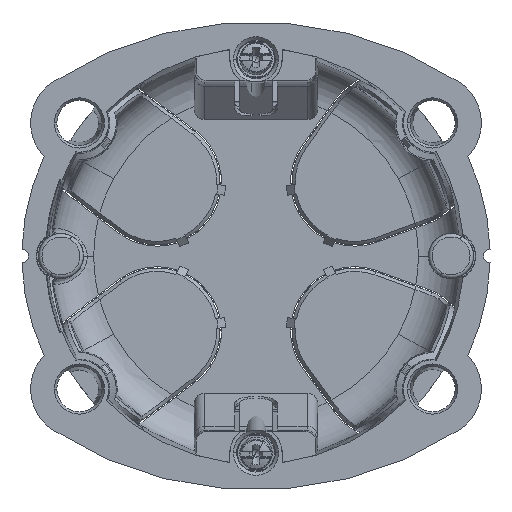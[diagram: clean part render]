
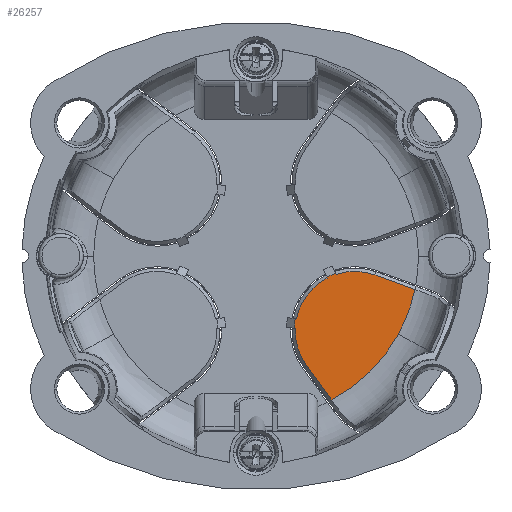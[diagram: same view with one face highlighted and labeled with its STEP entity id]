
A CAD part, top view. The second image highlights one B-rep face of the part: STEP entity #26257.
In plain terms, the highlighted planar face has unit normal (0, 0, 1).
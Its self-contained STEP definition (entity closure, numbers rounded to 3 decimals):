
#26189=AXIS2_PLACEMENT_3D('Circle Axis2P3D',#26187,#26188,$) ;
#26202=AXIS2_PLACEMENT_3D('Plane Axis2P3D',#26199,#26200,#26201) ;
#26213=AXIS2_PLACEMENT_3D('Circle Axis2P3D',#26211,#26212,$) ;
#26220=AXIS2_PLACEMENT_3D('Circle Axis2P3D',#26218,#26219,$) ;
#26234=AXIS2_PLACEMENT_3D('Circle Axis2P3D',#26232,#26233,$) ;
#26239=AXIS2_PLACEMENT_3D('Circle Axis2P3D',#26237,#26238,$) ;
#22106=CARTESIAN_POINT('Vertex',(6.043,-11.069,-36.8)) ;
#22109=CARTESIAN_POINT('Line Origine',(5.947,-11.057,-36.8)) ;
#22113=CARTESIAN_POINT('Vertex',(5.852,-11.046,-36.8)) ;
#22144=CARTESIAN_POINT('Vertex',(6.035,-9.557,-36.8)) ;
#22147=CARTESIAN_POINT('Line Origine',(5.939,-10.338,-36.8)) ;
#22171=CARTESIAN_POINT('Vertex',(6.226,-9.58,-36.8)) ;
#22191=CARTESIAN_POINT('Line Origine',(6.13,-9.568,-36.8)) ;
#22210=CARTESIAN_POINT('Line Origine',(10.887,-3.255,-36.8)) ;
#22214=CARTESIAN_POINT('Vertex',(10.925,-3.344,-36.8)) ;
#22216=CARTESIAN_POINT('Vertex',(10.85,-3.167,-36.8)) ;
#22263=CARTESIAN_POINT('Line Origine',(11.657,-2.824,-36.8)) ;
#22267=CARTESIAN_POINT('Vertex',(12.231,-2.581,-36.8)) ;
#22294=CARTESIAN_POINT('Line Origine',(12.268,-2.669,-36.8)) ;
#22298=CARTESIAN_POINT('Vertex',(12.306,-2.758,-36.8)) ;
#26184=CARTESIAN_POINT('Vertex',(7.781,-16.806,-36.8)) ;
#26187=CARTESIAN_POINT('Axis2P3D Location',(15.174,-11.434,-36.8)) ;
#26199=CARTESIAN_POINT('Axis2P3D Location',(-30.157,0.,-36.8)) ;
#26204=CARTESIAN_POINT('Line Origine',(9.697,-19.444,-36.8)) ;
#26208=CARTESIAN_POINT('Vertex',(11.614,-22.081,-36.8)) ;
#26211=CARTESIAN_POINT('Axis2P3D Location',(0.,0.,-36.8)) ;
#26215=CARTESIAN_POINT('Vertex',(21.895,-11.961,-36.8)) ;
#26218=CARTESIAN_POINT('Axis2P3D Location',(0.,0.,-36.8)) ;
#26222=CARTESIAN_POINT('Vertex',(24.427,-5.077,-36.8)) ;
#26225=CARTESIAN_POINT('Line Origine',(21.363,-3.962,-36.8)) ;
#26229=CARTESIAN_POINT('Vertex',(18.3,-2.847,-36.8)) ;
#26232=CARTESIAN_POINT('Axis2P3D Location',(15.174,-11.434,-36.8)) ;
#26237=CARTESIAN_POINT('Axis2P3D Location',(15.174,-11.434,-36.8)) ;
#22110=DIRECTION('Vector Direction',(0.993,-0.122,0.)) ;
#22148=DIRECTION('Vector Direction',(-0.122,-0.993,0.)) ;
#22192=DIRECTION('Vector Direction',(-0.993,0.122,0.)) ;
#22211=DIRECTION('Vector Direction',(-0.391,0.921,0.)) ;
#22264=DIRECTION('Vector Direction',(0.921,0.391,0.)) ;
#22295=DIRECTION('Vector Direction',(0.391,-0.921,0.)) ;
#26188=DIRECTION('Axis2P3D Direction',(0.,0.,-1.)) ;
#26200=DIRECTION('Axis2P3D Direction',(0.,0.,1.)) ;
#26201=DIRECTION('Axis2P3D XDirection',(1.,0.,0.)) ;
#26205=DIRECTION('Vector Direction',(-0.588,0.809,0.)) ;
#26212=DIRECTION('Axis2P3D Direction',(0.,0.,1.)) ;
#26219=DIRECTION('Axis2P3D Direction',(0.,0.,1.)) ;
#26226=DIRECTION('Vector Direction',(-0.94,0.342,0.)) ;
#26233=DIRECTION('Axis2P3D Direction',(0.,0.,1.)) ;
#26238=DIRECTION('Axis2P3D Direction',(0.,0.,1.)) ;
#22111=VECTOR('Line Direction',#22110,1.) ;
#22149=VECTOR('Line Direction',#22148,1.) ;
#22193=VECTOR('Line Direction',#22192,1.) ;
#22212=VECTOR('Line Direction',#22211,1.) ;
#22265=VECTOR('Line Direction',#22264,1.) ;
#22296=VECTOR('Line Direction',#22295,1.) ;
#26206=VECTOR('Line Direction',#26205,1.) ;
#26227=VECTOR('Line Direction',#26226,1.) ;
#26243=ORIENTED_EDGE('',*,*,#26191,.T.) ;
#26244=ORIENTED_EDGE('',*,*,#26210,.T.) ;
#26245=ORIENTED_EDGE('',*,*,#26217,.T.) ;
#26246=ORIENTED_EDGE('',*,*,#26224,.T.) ;
#26247=ORIENTED_EDGE('',*,*,#26231,.T.) ;
#26248=ORIENTED_EDGE('',*,*,#26236,.T.) ;
#26249=ORIENTED_EDGE('',*,*,#22300,.F.) ;
#26250=ORIENTED_EDGE('',*,*,#22269,.F.) ;
#26251=ORIENTED_EDGE('',*,*,#22218,.F.) ;
#26252=ORIENTED_EDGE('',*,*,#26241,.T.) ;
#26253=ORIENTED_EDGE('',*,*,#22195,.F.) ;
#26254=ORIENTED_EDGE('',*,*,#22151,.F.) ;
#26255=ORIENTED_EDGE('',*,*,#22115,.F.) ;
#26257=ADVANCED_FACE('PartBody',(#26256),#26203,.T.) ;
#26190=CIRCLE('generated circle',#26189,9.139) ;
#26214=CIRCLE('generated circle',#26213,24.949) ;
#26221=CIRCLE('generated circle',#26220,24.949) ;
#26235=CIRCLE('generated circle',#26234,9.139) ;
#26240=CIRCLE('generated circle',#26239,9.139) ;
#22115=EDGE_CURVE('',#22107,#22114,#22112,.F.) ;
#22151=EDGE_CURVE('',#22114,#22145,#22150,.F.) ;
#22195=EDGE_CURVE('',#22145,#22172,#22194,.F.) ;
#22218=EDGE_CURVE('',#22215,#22217,#22213,.T.) ;
#22269=EDGE_CURVE('',#22217,#22268,#22266,.T.) ;
#22300=EDGE_CURVE('',#22268,#22299,#22297,.T.) ;
#26191=EDGE_CURVE('',#22107,#26185,#26190,.F.) ;
#26210=EDGE_CURVE('',#26185,#26209,#26207,.F.) ;
#26217=EDGE_CURVE('',#26209,#26216,#26214,.T.) ;
#26224=EDGE_CURVE('',#26216,#26223,#26221,.T.) ;
#26231=EDGE_CURVE('',#26223,#26230,#26228,.T.) ;
#26236=EDGE_CURVE('',#26230,#22299,#26235,.T.) ;
#26241=EDGE_CURVE('',#22215,#22172,#26240,.T.) ;
#26242=EDGE_LOOP('',(#26243,#26244,#26245,#26246,#26247,#26248,#26249,#26250,#26251,#26252,#26253,#26254,#26255)) ;
#26256=FACE_OUTER_BOUND('',#26242,.T.) ;
#22112=LINE('Line',#22109,#22111) ;
#22150=LINE('Line',#22147,#22149) ;
#22194=LINE('Line',#22191,#22193) ;
#22213=LINE('Line',#22210,#22212) ;
#22266=LINE('Line',#22263,#22265) ;
#22297=LINE('Line',#22294,#22296) ;
#26207=LINE('Line',#26204,#26206) ;
#26228=LINE('Line',#26225,#26227) ;
#26203=PLANE('',#26202) ;
#22107=VERTEX_POINT('',#22106) ;
#22114=VERTEX_POINT('',#22113) ;
#22145=VERTEX_POINT('',#22144) ;
#22172=VERTEX_POINT('',#22171) ;
#22215=VERTEX_POINT('',#22214) ;
#22217=VERTEX_POINT('',#22216) ;
#22268=VERTEX_POINT('',#22267) ;
#22299=VERTEX_POINT('',#22298) ;
#26185=VERTEX_POINT('',#26184) ;
#26209=VERTEX_POINT('',#26208) ;
#26216=VERTEX_POINT('',#26215) ;
#26223=VERTEX_POINT('',#26222) ;
#26230=VERTEX_POINT('',#26229) ;
